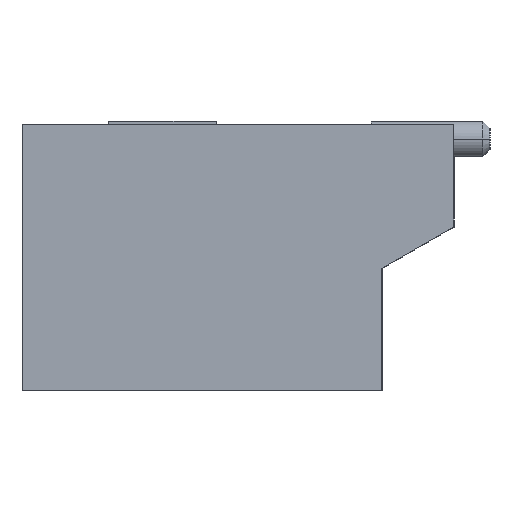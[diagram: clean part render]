
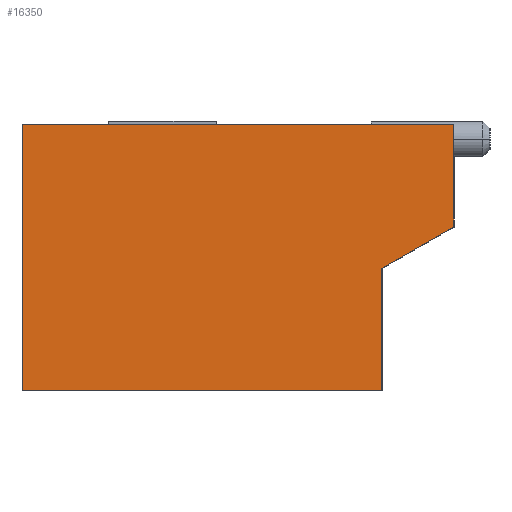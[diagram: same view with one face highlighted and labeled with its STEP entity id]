
A CAD part, left-side view. The second image highlights one B-rep face of the part: STEP entity #16350.
In plain terms, the highlighted planar face has unit normal (-1, 0, 0).
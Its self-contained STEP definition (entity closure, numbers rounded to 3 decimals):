
#9310=CARTESIAN_POINT('',(-13.5,-5.,-0.));
#9320=VERTEX_POINT('',#9310);
#9350=CARTESIAN_POINT('',(-13.5,-5.,1.7));
#9360=DIRECTION('',(0.,0.,-1.));
#9370=VECTOR('',#9360,1.7);
#9380=LINE('',#9350,#9370);
#9390=CARTESIAN_POINT('',(-13.5,-5.,1.7));
#9400=VERTEX_POINT('',#9390);
#9410=EDGE_CURVE('',#9400,#9320,#9380,.T.);
#14480=CARTESIAN_POINT('',(-13.5,0.,3.7));
#14490=VERTEX_POINT('',#14480);
#14520=CARTESIAN_POINT('',(-13.5,0.,3.7));
#14530=DIRECTION('',(0.,0.,-1.));
#14540=VECTOR('',#14530,3.7);
#14550=LINE('',#14520,#14540);
#14560=CARTESIAN_POINT('',(-13.5,0.,0.));
#14570=VERTEX_POINT('',#14560);
#14580=EDGE_CURVE('',#14490,#14570,#14550,.T.);
#15380=CARTESIAN_POINT('',(-13.5,-6.,2.277));
#15390=DIRECTION('',(0.,0.866,-0.5));
#15400=VECTOR('',#15390,1.155);
#15410=LINE('',#15380,#15400);
#15420=CARTESIAN_POINT('',(-13.5,-6.,2.277));
#15430=VERTEX_POINT('',#15420);
#15440=EDGE_CURVE('',#15430,#9400,#15410,.T.);
#16050=CARTESIAN_POINT('',(-13.5,-3.323,0.));
#16060=DIRECTION('',(-1.,-0.,0.));
#16070=DIRECTION('',(0.,-1.,0.));
#16080=AXIS2_PLACEMENT_3D('',#16050,#16060,#16070);
#16090=PLANE('',#16080);
#16100=CARTESIAN_POINT('',(-13.5,-1.1,3.7));
#16110=DIRECTION('',(0.,1.,0.));
#16120=VECTOR('',#16110,1.);
#16130=LINE('',#16100,#16120);
#16140=CARTESIAN_POINT('',(-13.5,-6.,3.7));
#16150=VERTEX_POINT('',#16140);
#16160=EDGE_CURVE('',#16150,#14490,#16130,.T.);
#16170=ORIENTED_EDGE('',*,*,#16160,.T.);
#16180=CARTESIAN_POINT('',(-13.5,-6.,2.277));
#16190=DIRECTION('',(0.,0.,1.));
#16200=VECTOR('',#16190,1.423);
#16210=LINE('',#16180,#16200);
#16220=EDGE_CURVE('',#15430,#16150,#16210,.T.);
#16230=ORIENTED_EDGE('',*,*,#16220,.T.);
#16240=ORIENTED_EDGE('',*,*,#15440,.F.);
#16250=ORIENTED_EDGE('',*,*,#9410,.F.);
#16260=CARTESIAN_POINT('',(-13.5,0.,0.));
#16270=DIRECTION('',(0.,-1.,0.));
#16280=VECTOR('',#16270,0.927);
#16290=LINE('',#16260,#16280);
#16300=EDGE_CURVE('',#14570,#9320,#16290,.T.);
#16310=ORIENTED_EDGE('',*,*,#16300,.T.);
#16320=ORIENTED_EDGE('',*,*,#14580,.T.);
#16330=EDGE_LOOP('',(#16320,#16310,#16250,#16240,#16230,#16170));
#16340=FACE_OUTER_BOUND('',#16330,.T.);
#16350=ADVANCED_FACE('',(#16340),#16090,.T.);
